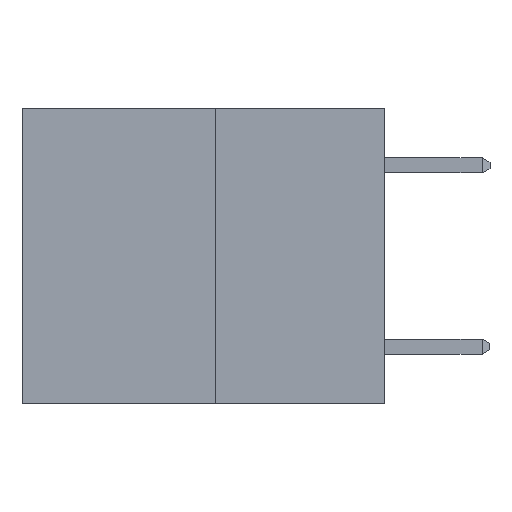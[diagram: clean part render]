
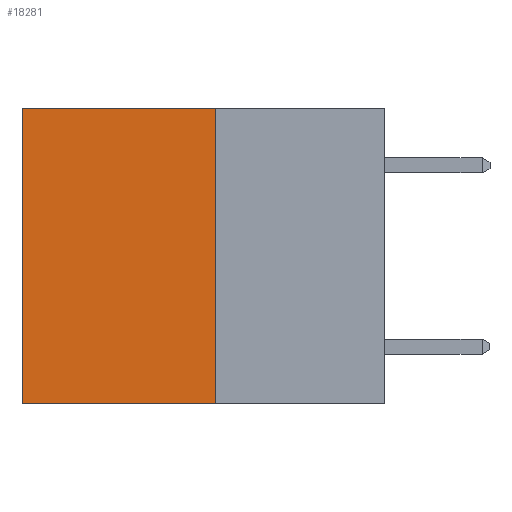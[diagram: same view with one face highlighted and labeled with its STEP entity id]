
A CAD part, left-side view. The second image highlights one B-rep face of the part: STEP entity #18281.
In plain terms, the highlighted planar face has unit normal (-1, 0, 0).
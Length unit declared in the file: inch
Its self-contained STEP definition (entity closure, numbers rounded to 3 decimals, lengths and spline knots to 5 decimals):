
#1198 = VECTOR ( 'NONE', #12838, 39.37008 ) ;
#1616 = DIRECTION ( 'NONE',  ( 1., 0., 0. ) ) ;
#1671 = LINE ( 'NONE', #14418, #1198 ) ;
#1687 = AXIS2_PLACEMENT_3D ( 'NONE', #10607, #1616, #4637 ) ;
#2534 = DIRECTION ( 'NONE',  ( 0., 1., 0. ) ) ;
#3039 = VECTOR ( 'NONE', #13636, 39.37008 ) ;
#3311 = EDGE_CURVE ( 'NONE', #4957, #7906, #1671, .T. ) ;
#3836 = VECTOR ( 'NONE', #18210, 39.37008 ) ;
#3841 = ORIENTED_EDGE ( 'NONE', *, *, #14576, .F. ) ;
#4637 = DIRECTION ( 'NONE',  ( 0., 0., -1. ) ) ;
#4957 = VERTEX_POINT ( 'NONE', #8087 ) ;
#5618 = CARTESIAN_POINT ( 'NONE',  ( 0.3165, 0.6, -0.49 ) ) ;
#7675 = EDGE_CURVE ( 'NONE', #14450, #17078, #18440, .T. ) ;
#7768 = CARTESIAN_POINT ( 'NONE',  ( 0.3165, 0.28, -0.49 ) ) ;
#7906 = VERTEX_POINT ( 'NONE', #5618 ) ;
#8087 = CARTESIAN_POINT ( 'NONE',  ( 0.3165, 0.6, 0. ) ) ;
#8143 = CARTESIAN_POINT ( 'NONE',  ( 0.3165, 0.28, -0.49 ) ) ;
#8468 = CARTESIAN_POINT ( 'NONE',  ( 0.3165, 0.28, 0. ) ) ;
#10607 = CARTESIAN_POINT ( 'NONE',  ( 0.3165, 0.28, -0.49 ) ) ;
#10678 = ORIENTED_EDGE ( 'NONE', *, *, #3311, .T. ) ;
#11947 = LINE ( 'NONE', #8468, #16628 ) ;
#12131 = CARTESIAN_POINT ( 'NONE',  ( 0.3165, 0.28, -0.49 ) ) ;
#12838 = DIRECTION ( 'NONE',  ( 0., 0., -1. ) ) ;
#13487 = FACE_OUTER_BOUND ( 'NONE', #17656, .T. ) ;
#13636 = DIRECTION ( 'NONE',  ( 0., 0., -1. ) ) ;
#14418 = CARTESIAN_POINT ( 'NONE',  ( 0.3165, 0.6, -0.49 ) ) ;
#14450 = VERTEX_POINT ( 'NONE', #16745 ) ;
#14576 = EDGE_CURVE ( 'NONE', #17078, #7906, #18055, .T. ) ;
#15391 = EDGE_CURVE ( 'NONE', #14450, #4957, #11947, .T. ) ;
#16628 = VECTOR ( 'NONE', #2534, 39.37008 ) ;
#16745 = CARTESIAN_POINT ( 'NONE',  ( 0.3165, 0.28, 0. ) ) ;
#17078 = VERTEX_POINT ( 'NONE', #8143 ) ;
#17656 = EDGE_LOOP ( 'NONE', ( #10678, #3841, #19209, #17820 ) ) ;
#17820 = ORIENTED_EDGE ( 'NONE', *, *, #15391, .T. ) ;
#17985 = PLANE ( 'NONE',  #1687 ) ;
#18055 = LINE ( 'NONE', #7768, #3836 ) ;
#18210 = DIRECTION ( 'NONE',  ( 0., 1., 0. ) ) ;
#18281 = ADVANCED_FACE ( 'NONE', ( #13487 ), #17985, .F. ) ;
#18440 = LINE ( 'NONE', #12131, #3039 ) ;
#19209 = ORIENTED_EDGE ( 'NONE', *, *, #7675, .F. ) ;
